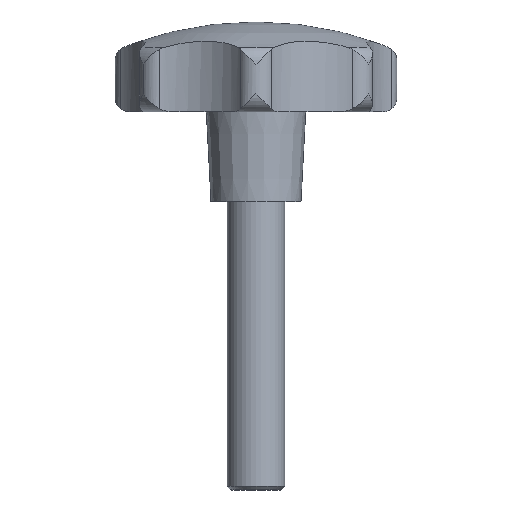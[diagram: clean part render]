
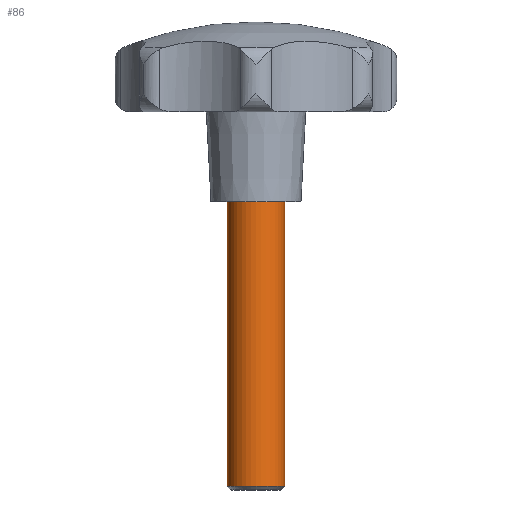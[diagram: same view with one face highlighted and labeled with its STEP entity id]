
A CAD part, front view. The second image highlights one B-rep face of the part: STEP entity #86.
In plain terms, the highlighted cylindrical face has radius 8 mm (diameter 16 mm), a partial arc.
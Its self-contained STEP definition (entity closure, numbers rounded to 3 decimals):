
#86=ADVANCED_FACE('',(#208),#209,.T.);
#208=FACE_OUTER_BOUND('',#366,.T.);
#209=CYLINDRICAL_SURFACE('',#367,8.0);
#366=EDGE_LOOP('',(#555,#556,#557,#558));
#367=AXIS2_PLACEMENT_3D('',#559,#560,#561);
#555=ORIENTED_EDGE('',*,*,#1007,.F.);
#556=ORIENTED_EDGE('',*,*,#1008,.T.);
#557=ORIENTED_EDGE('',*,*,#1009,.F.);
#558=ORIENTED_EDGE('',*,*,#1010,.F.);
#559=CARTESIAN_POINT('',(0.0,0.,-39.5));
#560=DIRECTION('',(0.0,0.0,1.0));
#561=DIRECTION('',(-1.0,0.,0.0));
#1007=EDGE_CURVE('',#1221,#1222,#1223,.T.);
#1008=EDGE_CURVE('',#1221,#1224,#1225,.T.);
#1009=EDGE_CURVE('',#1226,#1224,#1227,.T.);
#1010=EDGE_CURVE('',#1222,#1226,#1228,.T.);
#1221=VERTEX_POINT('',#1642);
#1222=VERTEX_POINT('',#1643);
#1223=LINE('',#1644,#1645);
#1224=VERTEX_POINT('',#1646);
#1225=CIRCLE('',#1647,8.0);
#1226=VERTEX_POINT('',#1648);
#1227=LINE('',#1649,#1650);
#1228=CIRCLE('',#1651,8.0);
#1642=CARTESIAN_POINT('',(-8.0,0.,-79.0));
#1643=CARTESIAN_POINT('',(-8.0,0.,0.));
#1644=CARTESIAN_POINT('',(-8.0,0.,-39.5));
#1645=VECTOR('',#2410,1.0);
#1646=CARTESIAN_POINT('',(8.0,0.,-79.0));
#1647=AXIS2_PLACEMENT_3D('',#2411,#2412,#2413);
#1648=CARTESIAN_POINT('',(8.0,0.,0.));
#1649=CARTESIAN_POINT('',(8.0,0.,-39.5));
#1650=VECTOR('',#2414,1.0);
#1651=AXIS2_PLACEMENT_3D('',#2415,#2416,#2417);
#2410=DIRECTION('',(0.0,0.0,1.0));
#2411=CARTESIAN_POINT('',(0.0,0.,-79.0));
#2412=DIRECTION('',(0.0,0.0,1.0));
#2413=DIRECTION('',(-1.0,0.,0.0));
#2414=DIRECTION('',(-0.0,-0.0,-1.0));
#2415=CARTESIAN_POINT('',(0.0,0.,0.));
#2416=DIRECTION('',(0.,0.,1.0));
#2417=DIRECTION('',(-1.0,0.,0.));
